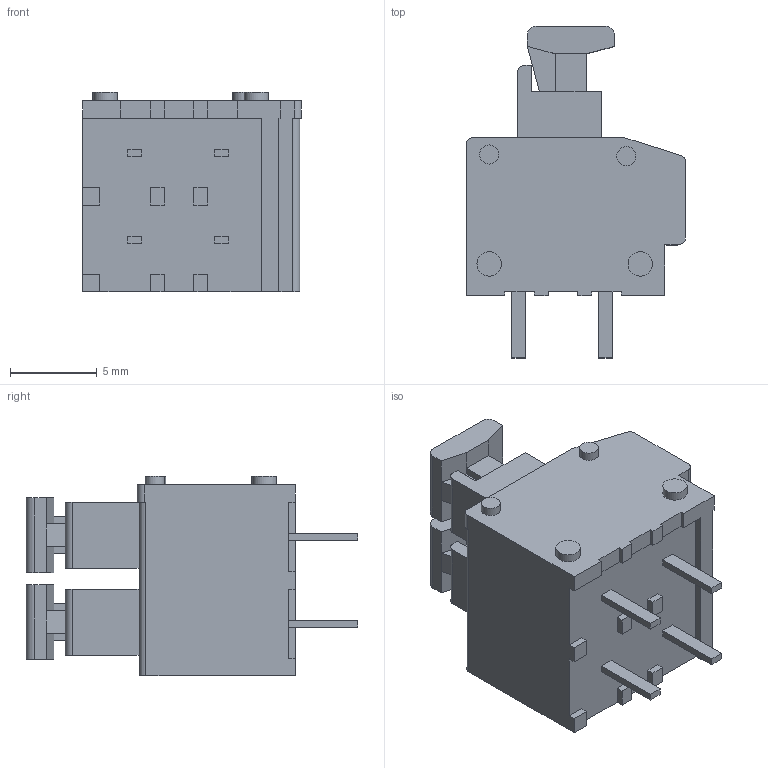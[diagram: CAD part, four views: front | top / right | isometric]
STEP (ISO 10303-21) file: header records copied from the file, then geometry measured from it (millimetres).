
FILE_DESCRIPTION(/* description */ ('STEP AP214'),/* implementation_level */ '2;1');
FILE_NAME(/* name */ '235-402_331-000',/* time_stamp */ '2023-12-05T07:57:28+01:00',/* author */ ('License CC BY-ND 4.0'),/* organization */ ('CADENAS'),/* preprocessor_version */ 'ST-DEVELOPER v19.3',/* originating_system */ 'PARTsolutions',/* authorisation */ ' ');
FILE_SCHEMA (('AUTOMOTIVE_DESIGN {1 0 10303 214 3 1 1}'));
Length unit declared in the file: millimetre
Products named in the file (1): 235-402/331-000
Bounding box: 12.6 x 19.1 x 11.5 mm (x, y, z)
Volume: 1306.6 mm3; surface area: 1114.1 mm2
Topology: 1 solids, 1 shells, 170 faces, 443 edges, 290 vertices
Faces by surface type: plane 146, cylinder 22, cone 2
Full cylindrical faces by diameter (mm): 1.1 x2, 1.4 x2, 3.6 x2
Entity records: 5101 total; most frequent: CARTESIAN_POINT 900, ORIENTED_EDGE 866, DIRECTION 819, EDGE_CURVE 433, LINE 385, VECTOR 385, VERTEX_POINT 288, AXIS2_PLACEMENT_3D 217
